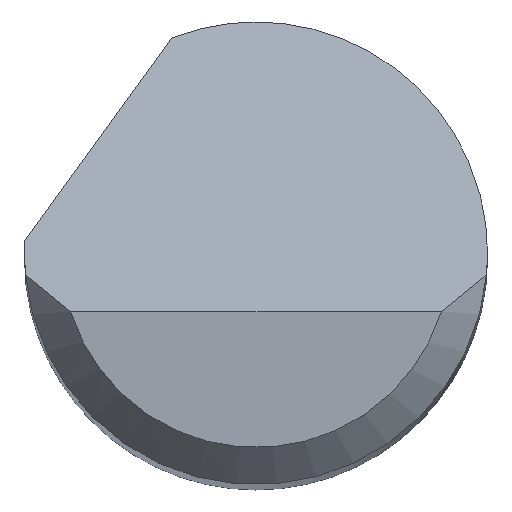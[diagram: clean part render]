
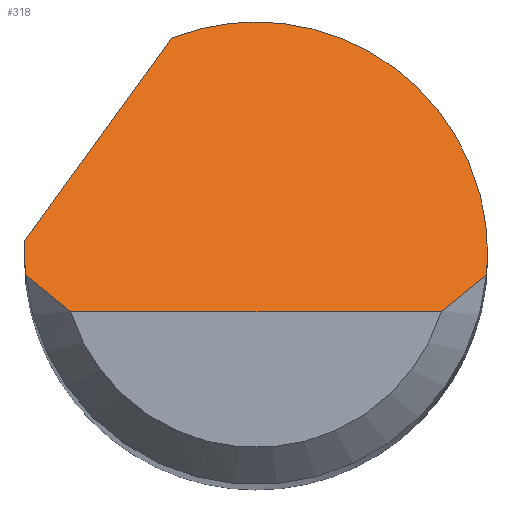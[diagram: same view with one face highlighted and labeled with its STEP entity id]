
A CAD part, top view. The second image highlights one B-rep face of the part: STEP entity #318.
In plain terms, the highlighted planar face has unit normal (0, 0.707, 0.707).
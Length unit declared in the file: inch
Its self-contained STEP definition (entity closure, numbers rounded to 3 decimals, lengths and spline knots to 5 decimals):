
#11 = VERTEX_POINT ( 'NONE', #283 ) ;
#12 = CARTESIAN_POINT ( 'NONE',  ( -0.09375, 0.00167, 1.97458 ) ) ;
#38 = ORIENTED_EDGE ( 'NONE', *, *, #840, .T. ) ;
#40 = CARTESIAN_POINT ( 'NONE',  ( 0.09334, -0.00875, 1.985 ) ) ;
#41 = CARTESIAN_POINT ( 'NONE',  ( 0.09375, 0.07266, 1.90359 ) ) ;
#47 = VECTOR ( 'NONE', #459, 39.37008 ) ;
#48 = CARTESIAN_POINT ( 'NONE',  ( -0.09375, -0.02375, 2. ) ) ;
#55 = CARTESIAN_POINT ( 'NONE',  ( -0.09361, -0.00584, 1.98209 ) ) ;
#63 = CARTESIAN_POINT ( 'NONE',  ( -0.09334, -0.00875, 1.985 ) ) ;
#74 =( BOUNDED_CURVE ( )  B_SPLINE_CURVE ( 3, ( #344, #12, #482, #597 ),
 .UNSPECIFIED., .F., .T. ) 
 B_SPLINE_CURVE_WITH_KNOTS ( ( 4, 4 ),
 ( 4.71239, 4.76575 ),
 .UNSPECIFIED. ) 
 CURVE ( )  GEOMETRIC_REPRESENTATION_ITEM ( )  RATIONAL_B_SPLINE_CURVE ( ( 1., 1., 1., 1. ) ) 
 REPRESENTATION_ITEM ( '' )  );
#100 = EDGE_CURVE ( 'NONE', #128, #276, #164, .T. ) ;
#127 = CARTESIAN_POINT ( 'NONE',  ( -0.09334, -0.00875, 1.985 ) ) ;
#128 = VERTEX_POINT ( 'NONE', #208 ) ;
#164 =( BOUNDED_CURVE ( )  B_SPLINE_CURVE ( 3, ( #508, #237, #41, #730 ),
 .UNSPECIFIED., .F., .F. ) 
 B_SPLINE_CURVE_WITH_KNOTS ( ( 4, 4 ),
 ( 5.91277, 7.85398 ),
 .UNSPECIFIED. ) 
 CURVE ( )  GEOMETRIC_REPRESENTATION_ITEM ( )  RATIONAL_B_SPLINE_CURVE ( ( 1., 0.71, 0.71, 1. ) ) 
 REPRESENTATION_ITEM ( '' )  );
#169 = PLANE ( 'NONE',  #610 ) ;
#208 = CARTESIAN_POINT ( 'NONE',  ( -0.03394, 0.08739, 1.88886 ) ) ;
#225 = VECTOR ( 'NONE', #716, 39.37008 ) ;
#237 = CARTESIAN_POINT ( 'NONE',  ( 0.03379, 0.11369, 1.86256 ) ) ;
#261 = CARTESIAN_POINT ( 'NONE',  ( -0.11014, -0.01781, 1.99406 ) ) ;
#276 = VERTEX_POINT ( 'NONE', #375 ) ;
#283 = CARTESIAN_POINT ( 'NONE',  ( -0.09334, -0.00875, 1.985 ) ) ;
#288 = VERTEX_POINT ( 'NONE', #627 ) ;
#294 = VERTEX_POINT ( 'NONE', #635 ) ;
#318 = ADVANCED_FACE ( 'NONE', ( #848 ), #169, .F. ) ;
#323 = EDGE_CURVE ( 'NONE', #294, #328, #604, .T. ) ;
#324 = VERTEX_POINT ( 'NONE', #560 ) ;
#328 = VERTEX_POINT ( 'NONE', #40 ) ;
#331 = CARTESIAN_POINT ( 'NONE',  ( 0.09334, -0.00875, 1.985 ) ) ;
#344 = CARTESIAN_POINT ( 'NONE',  ( -0.09375, 0., 1.97625 ) ) ;
#361 = CARTESIAN_POINT ( 'NONE',  ( 0.07508, -0.02375, 2. ) ) ;
#370 = B_SPLINE_CURVE_WITH_KNOTS ( 'NONE', 3,
 ( #63, #644, #519, #523 ),
 .UNSPECIFIED., .F., .F.,
 ( 4, 4 ),
 ( 0., 0.00071 ),
 .UNSPECIFIED. ) ;
#375 = CARTESIAN_POINT ( 'NONE',  ( 0.09375, 0., 1.97625 ) ) ;
#409 = ORIENTED_EDGE ( 'NONE', *, *, #579, .F. ) ;
#412 = EDGE_CURVE ( 'NONE', #276, #328, #757, .T. ) ;
#431 = CARTESIAN_POINT ( 'NONE',  ( 0.08761, -0.01397, 1.99022 ) ) ;
#453 = ORIENTED_EDGE ( 'NONE', *, *, #412, .F. ) ;
#456 = CARTESIAN_POINT ( 'NONE',  ( 0.09375, 0., 1.97625 ) ) ;
#458 = LINE ( 'NONE', #581, #225 ) ;
#459 = DIRECTION ( 'NONE',  ( 0.456, 0.629, -0.629 ) ) ;
#462 = CARTESIAN_POINT ( 'NONE',  ( 0.09375, -0.00292, 1.97917 ) ) ;
#472 = ORIENTED_EDGE ( 'NONE', *, *, #520, .F. ) ;
#482 = CARTESIAN_POINT ( 'NONE',  ( -0.09371, 0.00333, 1.97292 ) ) ;
#484 = EDGE_CURVE ( 'NONE', #11, #821, #857, .T. ) ;
#485 = EDGE_LOOP ( 'NONE', ( #38, #570, #453, #539, #472, #409, #699, #667 ) ) ;
#501 = CARTESIAN_POINT ( 'NONE',  ( 0.08157, -0.019, 1.99525 ) ) ;
#508 = CARTESIAN_POINT ( 'NONE',  ( -0.03394, 0.08739, 1.88886 ) ) ;
#519 = CARTESIAN_POINT ( 'NONE',  ( -0.08157, -0.019, 1.99525 ) ) ;
#520 = EDGE_CURVE ( 'NONE', #324, #128, #865, .T. ) ;
#523 = CARTESIAN_POINT ( 'NONE',  ( -0.07508, -0.02375, 2. ) ) ;
#539 = ORIENTED_EDGE ( 'NONE', *, *, #100, .F. ) ;
#560 = CARTESIAN_POINT ( 'NONE',  ( -0.09362, 0.005, 1.97125 ) ) ;
#570 = ORIENTED_EDGE ( 'NONE', *, *, #323, .T. ) ;
#573 = CARTESIAN_POINT ( 'NONE',  ( 0.09334, -0.00875, 1.985 ) ) ;
#579 = EDGE_CURVE ( 'NONE', #821, #324, #74, .T. ) ;
#581 = CARTESIAN_POINT ( 'NONE',  ( 0., -0.02375, 2. ) ) ;
#582 = CARTESIAN_POINT ( 'NONE',  ( -0.09375, -0.00292, 1.97917 ) ) ;
#597 = CARTESIAN_POINT ( 'NONE',  ( -0.09362, 0.005, 1.97125 ) ) ;
#604 = B_SPLINE_CURVE_WITH_KNOTS ( 'NONE', 3,
 ( #361, #501, #431, #573 ),
 .UNSPECIFIED., .F., .F.,
 ( 4, 4 ),
 ( 0., 0.00071 ),
 .UNSPECIFIED. ) ;
#610 = AXIS2_PLACEMENT_3D ( 'NONE', #48, #621, #833 ) ;
#621 = DIRECTION ( 'NONE',  ( 0., -0.707, -0.707 ) ) ;
#627 = CARTESIAN_POINT ( 'NONE',  ( -0.07508, -0.02375, 2. ) ) ;
#635 = CARTESIAN_POINT ( 'NONE',  ( 0.07508, -0.02375, 2. ) ) ;
#644 = CARTESIAN_POINT ( 'NONE',  ( -0.08761, -0.01397, 1.99022 ) ) ;
#667 = ORIENTED_EDGE ( 'NONE', *, *, #794, .T. ) ;
#699 = ORIENTED_EDGE ( 'NONE', *, *, #484, .F. ) ;
#716 = DIRECTION ( 'NONE',  ( 1., 0., 0. ) ) ;
#722 = CARTESIAN_POINT ( 'NONE',  ( 0.09361, -0.00584, 1.98209 ) ) ;
#730 = CARTESIAN_POINT ( 'NONE',  ( 0.09375, 0., 1.97625 ) ) ;
#757 =( BOUNDED_CURVE ( )  B_SPLINE_CURVE ( 3, ( #456, #462, #722, #331 ),
 .UNSPECIFIED., .F., .F. ) 
 B_SPLINE_CURVE_WITH_KNOTS ( ( 4, 4 ),
 ( 1.5708, 1.66427 ),
 .UNSPECIFIED. ) 
 CURVE ( )  GEOMETRIC_REPRESENTATION_ITEM ( )  RATIONAL_B_SPLINE_CURVE ( ( 1., 0.999, 0.999, 1. ) ) 
 REPRESENTATION_ITEM ( '' )  );
#794 = EDGE_CURVE ( 'NONE', #11, #288, #370, .T. ) ;
#797 = CARTESIAN_POINT ( 'NONE',  ( -0.09375, 0., 1.97625 ) ) ;
#821 = VERTEX_POINT ( 'NONE', #797 ) ;
#833 = DIRECTION ( 'NONE',  ( 0., 0.707, -0.707 ) ) ;
#840 = EDGE_CURVE ( 'NONE', #288, #294, #458, .T. ) ;
#848 = FACE_OUTER_BOUND ( 'NONE', #485, .T. ) ;
#857 =( BOUNDED_CURVE ( )  B_SPLINE_CURVE ( 3, ( #127, #55, #582, #861 ),
 .UNSPECIFIED., .F., .T. ) 
 B_SPLINE_CURVE_WITH_KNOTS ( ( 4, 4 ),
 ( 4.61892, 4.71239 ),
 .UNSPECIFIED. ) 
 CURVE ( )  GEOMETRIC_REPRESENTATION_ITEM ( )  RATIONAL_B_SPLINE_CURVE ( ( 1., 0.999, 0.999, 1. ) ) 
 REPRESENTATION_ITEM ( '' )  );
#861 = CARTESIAN_POINT ( 'NONE',  ( -0.09375, 0., 1.97625 ) ) ;
#865 = LINE ( 'NONE', #261, #47 ) ;
